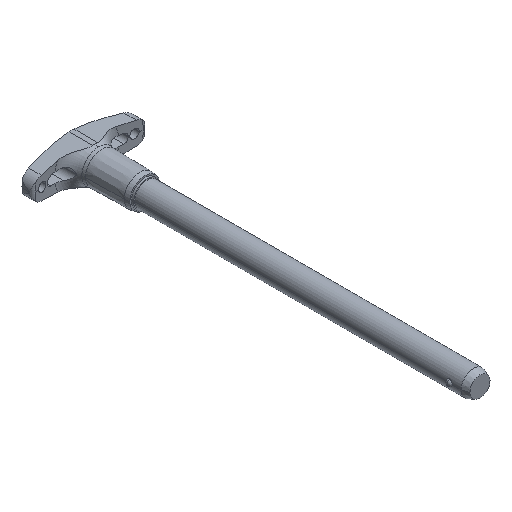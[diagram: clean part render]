
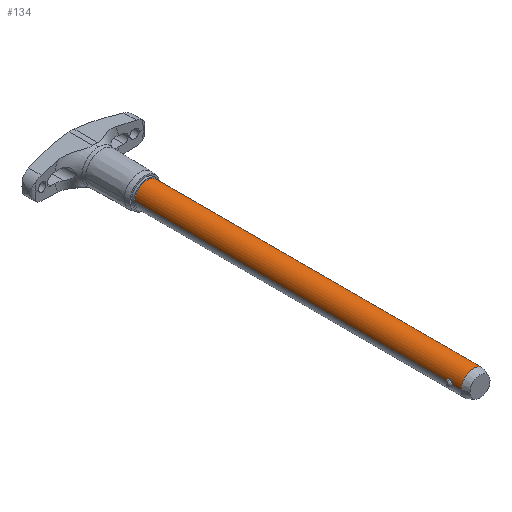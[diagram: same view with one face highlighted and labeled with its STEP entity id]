
A CAD part, isometric view. The second image highlights one B-rep face of the part: STEP entity #134.
In plain terms, the highlighted cylindrical face has radius 5.556 mm (diameter 11.113 mm), a partial arc.
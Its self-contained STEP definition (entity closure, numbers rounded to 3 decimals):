
#134=ADVANCED_FACE('',(#321),#322,.T.);
#321=FACE_OUTER_BOUND('',#556,.T.);
#322=CYLINDRICAL_SURFACE('',#557,5.556);
#556=EDGE_LOOP('',(#913,#914,#915,#916,#917,#918,#919,#920,#921,#922));
#557=AXIS2_PLACEMENT_3D('',#923,#924,#925);
#913=ORIENTED_EDGE('',*,*,#1491,.T.);
#914=ORIENTED_EDGE('',*,*,#1564,.T.);
#915=ORIENTED_EDGE('',*,*,#1565,.T.);
#916=ORIENTED_EDGE('',*,*,#1497,.T.);
#917=ORIENTED_EDGE('',*,*,#1553,.F.);
#918=ORIENTED_EDGE('',*,*,#1495,.T.);
#919=ORIENTED_EDGE('',*,*,#1566,.T.);
#920=ORIENTED_EDGE('',*,*,#1484,.T.);
#921=ORIENTED_EDGE('',*,*,#1493,.T.);
#922=ORIENTED_EDGE('',*,*,#1567,.T.);
#923=CARTESIAN_POINT('',(0.0,-74.676,0.0));
#924=DIRECTION('',(-0.0,1.0,0.0));
#925=DIRECTION('',(1.0,0.0,0.0));
#1484=EDGE_CURVE('',#1798,#1801,#1803,.T.);
#1491=EDGE_CURVE('',#1814,#1815,#1816,.T.);
#1493=EDGE_CURVE('',#1801,#1817,#1819,.T.);
#1495=EDGE_CURVE('',#1822,#1820,#1823,.T.);
#1497=EDGE_CURVE('',#1826,#1824,#1827,.T.);
#1553=EDGE_CURVE('',#1822,#1824,#1919,.T.);
#1564=EDGE_CURVE('',#1815,#1938,#1939,.T.);
#1565=EDGE_CURVE('',#1938,#1826,#1940,.T.);
#1566=EDGE_CURVE('',#1820,#1798,#1941,.T.);
#1567=EDGE_CURVE('',#1817,#1814,#1942,.T.);
#1798=VERTEX_POINT('',#2525);
#1801=VERTEX_POINT('',#2528);
#1803=B_SPLINE_CURVE_WITH_KNOTS('',3,(#2543,#2544,#2545,#2546,#2547,#2548,#2549,#2550,#2551,#2552,#2553,#2554,#2555,#2556),.UNSPECIFIED.,.F.,.F.,(4,2,2,2,2,2,4),(0.0,0.475,0.949,1.169,1.388,1.754,2.12),.UNSPECIFIED.);
#1814=VERTEX_POINT('',#2567);
#1815=VERTEX_POINT('',#2568);
#1816=LINE('',#2569,#2570);
#1817=VERTEX_POINT('',#2571);
#1819=LINE('',#2573,#2574);
#1820=VERTEX_POINT('',#2575);
#1822=VERTEX_POINT('',#2590);
#1823=LINE('',#2591,#2592);
#1824=VERTEX_POINT('',#2593);
#1826=VERTEX_POINT('',#2595);
#1827=LINE('',#2596,#2597);
#1919=CIRCLE('',#3043,5.556);
#1938=VERTEX_POINT('',#3100);
#1939=B_SPLINE_CURVE_WITH_KNOTS('',3,(#3101,#3102,#3103,#3104,#3105,#3106,#3107,#3108,#3109,#3110,#3111,#3112,#3113,#3114),.UNSPECIFIED.,.F.,.F.,(4,2,2,2,2,2,4),(2.12,2.485,2.851,3.07,3.29,3.764,4.239),.UNSPECIFIED.);
#1940=B_SPLINE_CURVE_WITH_KNOTS('',3,(#3115,#3116,#3117,#3118,#3119,#3120,#3121,#3122,#3123,#3124,#3125,#3126,#3127,#3128),.UNSPECIFIED.,.F.,.F.,(4,2,2,2,2,2,4),(4.239,4.714,5.188,5.408,5.627,5.993,6.359),.UNSPECIFIED.);
#1941=B_SPLINE_CURVE_WITH_KNOTS('',3,(#3129,#3130,#3131,#3132,#3133,#3134,#3135,#3136,#3137,#3138,#3139,#3140,#3141,#3142),.UNSPECIFIED.,.F.,.F.,(4,2,2,2,2,2,4),(6.359,6.724,7.09,7.309,7.529,8.003,8.478),.UNSPECIFIED.);
#1942=CIRCLE('',#3143,5.556);
#2525=CARTESIAN_POINT('',(-5.365,-141.078,1.446));
#2528=CARTESIAN_POINT('',(-5.556,-142.457,0.));
#2543=CARTESIAN_POINT('',(-5.365,-141.078,1.446));
#2544=CARTESIAN_POINT('',(-5.365,-141.236,1.446));
#2545=CARTESIAN_POINT('',(-5.373,-141.405,1.416));
#2546=CARTESIAN_POINT('',(-5.404,-141.719,1.294));
#2547=CARTESIAN_POINT('',(-5.426,-141.863,1.203));
#2548=CARTESIAN_POINT('',(-5.456,-142.033,1.049));
#2549=CARTESIAN_POINT('',(-5.467,-142.088,0.992));
#2550=CARTESIAN_POINT('',(-5.488,-142.187,0.868));
#2551=CARTESIAN_POINT('',(-5.499,-142.231,0.801));
#2552=CARTESIAN_POINT('',(-5.521,-142.325,0.632));
#2553=CARTESIAN_POINT('',(-5.534,-142.376,0.509));
#2554=CARTESIAN_POINT('',(-5.552,-142.441,0.254));
#2555=CARTESIAN_POINT('',(-5.556,-142.457,0.122));
#2556=CARTESIAN_POINT('',(-5.556,-142.457,0.));
#2567=CARTESIAN_POINT('',(5.556,-146.456,0.0));
#2568=CARTESIAN_POINT('',(5.556,-142.457,0.));
#2569=CARTESIAN_POINT('',(5.556,-74.676,0.));
#2570=VECTOR('',#3959,1.0);
#2571=CARTESIAN_POINT('',(-5.556,-146.456,0.));
#2573=CARTESIAN_POINT('',(-5.556,-74.676,0.));
#2574=VECTOR('',#3963,1.0);
#2575=CARTESIAN_POINT('',(-5.556,-139.7,0.));
#2590=CARTESIAN_POINT('',(-5.556,0.0,0.));
#2591=CARTESIAN_POINT('',(-5.556,-74.676,0.));
#2592=VECTOR('',#3964,1.0);
#2593=CARTESIAN_POINT('',(5.556,0.0,0.0));
#2595=CARTESIAN_POINT('',(5.556,-139.7,0.));
#2596=CARTESIAN_POINT('',(5.556,-74.676,0.));
#2597=VECTOR('',#3968,1.0);
#3043=AXIS2_PLACEMENT_3D('',#4014,#4015,#4016);
#3100=CARTESIAN_POINT('',(5.365,-141.078,1.446));
#3101=CARTESIAN_POINT('',(5.556,-142.457,0.));
#3102=CARTESIAN_POINT('',(5.556,-142.457,0.122));
#3103=CARTESIAN_POINT('',(5.552,-142.441,0.254));
#3104=CARTESIAN_POINT('',(5.534,-142.376,0.509));
#3105=CARTESIAN_POINT('',(5.521,-142.325,0.632));
#3106=CARTESIAN_POINT('',(5.499,-142.231,0.801));
#3107=CARTESIAN_POINT('',(5.488,-142.187,0.868));
#3108=CARTESIAN_POINT('',(5.467,-142.088,0.992));
#3109=CARTESIAN_POINT('',(5.456,-142.033,1.049));
#3110=CARTESIAN_POINT('',(5.426,-141.863,1.203));
#3111=CARTESIAN_POINT('',(5.404,-141.719,1.294));
#3112=CARTESIAN_POINT('',(5.373,-141.405,1.416));
#3113=CARTESIAN_POINT('',(5.365,-141.236,1.446));
#3114=CARTESIAN_POINT('',(5.365,-141.078,1.446));
#3115=CARTESIAN_POINT('',(5.365,-141.078,1.446));
#3116=CARTESIAN_POINT('',(5.365,-140.92,1.446));
#3117=CARTESIAN_POINT('',(5.373,-140.751,1.416));
#3118=CARTESIAN_POINT('',(5.404,-140.438,1.294));
#3119=CARTESIAN_POINT('',(5.426,-140.294,1.203));
#3120=CARTESIAN_POINT('',(5.456,-140.123,1.049));
#3121=CARTESIAN_POINT('',(5.467,-140.068,0.992));
#3122=CARTESIAN_POINT('',(5.488,-139.97,0.868));
#3123=CARTESIAN_POINT('',(5.499,-139.926,0.801));
#3124=CARTESIAN_POINT('',(5.521,-139.831,0.632));
#3125=CARTESIAN_POINT('',(5.534,-139.781,0.509));
#3126=CARTESIAN_POINT('',(5.552,-139.715,0.254));
#3127=CARTESIAN_POINT('',(5.556,-139.7,0.122));
#3128=CARTESIAN_POINT('',(5.556,-139.7,0.));
#3129=CARTESIAN_POINT('',(-5.556,-139.7,0.));
#3130=CARTESIAN_POINT('',(-5.556,-139.7,0.122));
#3131=CARTESIAN_POINT('',(-5.552,-139.715,0.254));
#3132=CARTESIAN_POINT('',(-5.534,-139.781,0.509));
#3133=CARTESIAN_POINT('',(-5.521,-139.831,0.632));
#3134=CARTESIAN_POINT('',(-5.499,-139.926,0.801));
#3135=CARTESIAN_POINT('',(-5.488,-139.97,0.868));
#3136=CARTESIAN_POINT('',(-5.467,-140.068,0.992));
#3137=CARTESIAN_POINT('',(-5.456,-140.123,1.049));
#3138=CARTESIAN_POINT('',(-5.426,-140.294,1.203));
#3139=CARTESIAN_POINT('',(-5.404,-140.438,1.294));
#3140=CARTESIAN_POINT('',(-5.373,-140.751,1.416));
#3141=CARTESIAN_POINT('',(-5.365,-140.92,1.446));
#3142=CARTESIAN_POINT('',(-5.365,-141.078,1.446));
#3143=AXIS2_PLACEMENT_3D('',#4035,#4036,#4037);
#3959=DIRECTION('',(0.0,1.0,0.0));
#3963=DIRECTION('',(-0.0,-1.0,-0.0));
#3964=DIRECTION('',(-0.0,-1.0,-0.0));
#3968=DIRECTION('',(0.0,1.0,0.0));
#4014=CARTESIAN_POINT('',(0.0,0.0,0.0));
#4015=DIRECTION('',(-0.0,1.0,0.0));
#4016=DIRECTION('',(1.0,0.0,0.0));
#4035=CARTESIAN_POINT('',(0.0,-146.456,0.0));
#4036=DIRECTION('',(0.,1.0,0.0));
#4037=DIRECTION('',(1.0,0.,0.0));
